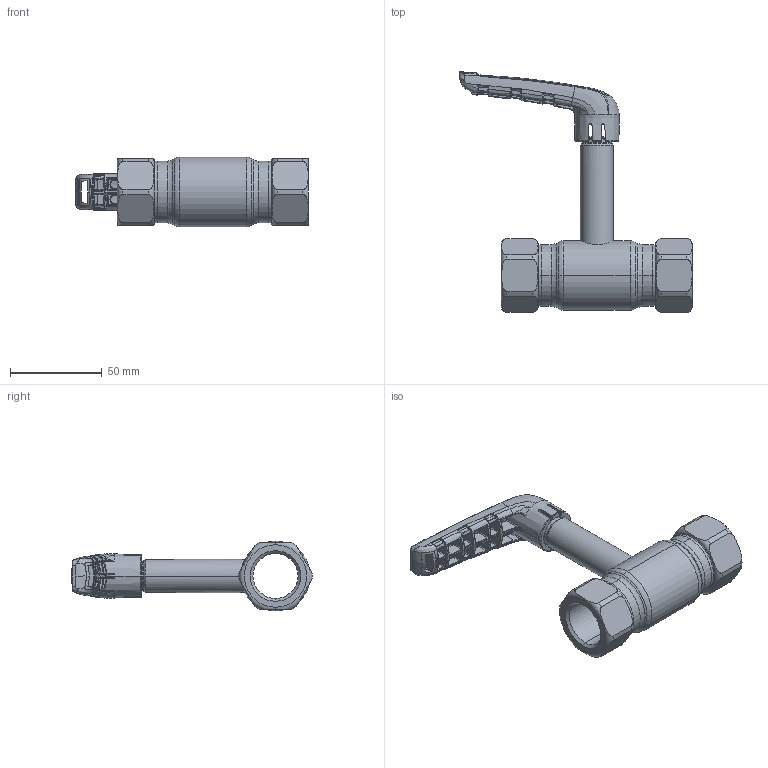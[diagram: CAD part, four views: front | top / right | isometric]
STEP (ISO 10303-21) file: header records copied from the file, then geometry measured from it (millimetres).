
FILE_DESCRIPTION (( 'STEP AP214' ), '1' );
FILE_NAME ('2020002001-xxxx.step', '2019-05-10T11:08:20', ( '' ), ( '' ), 'SwSTEP 2.0', 'SolidWorks 2017', '' );
FILE_SCHEMA (( 'AUTOMOTIVE_DESIGN' ));
Length unit declared in the file: millimetre
Products named in the file (1): 2020002001-xxxx
Bounding box: 126.78 x 130.88 x 38 mm (x, y, z)
Surface area: 29901.2 mm2 (no closed solid volume)
Topology: 0 solids, 8 shells, 801 faces, 2387 edges, 1491 vertices
Faces by surface type: bspline 647, plane 62, cylinder 42, torus 29, cone 21
Entity records: 58630 total; most frequent: CARTESIAN_POINT 34299, ORIENTED_EDGE 4075, EDGE_CURVE 2359, B_SPLINE_CURVE_WITH_KNOTS 1639, DIRECTION 1571, VERTEX_POINT 1491, EDGE_LOOP 824, UNCERTAINTY_MEASURE_WITH_UNIT 803
